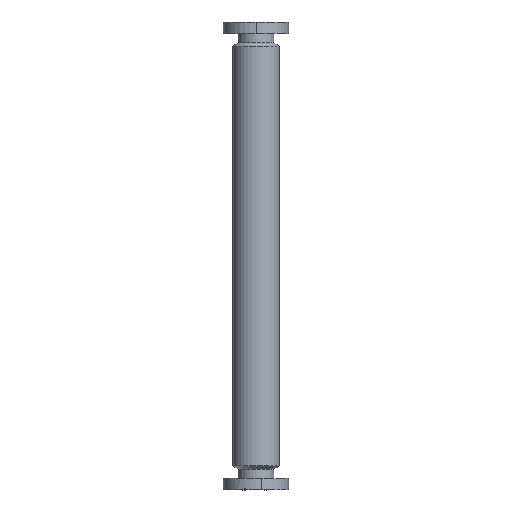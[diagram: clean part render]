
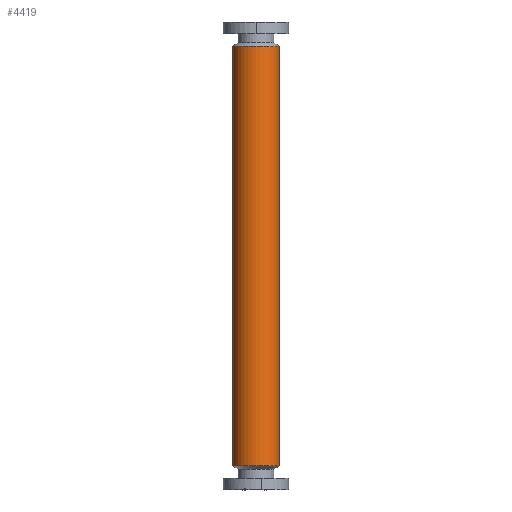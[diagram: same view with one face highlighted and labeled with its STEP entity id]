
A CAD part, front view. The second image highlights one B-rep face of the part: STEP entity #4419.
In plain terms, the highlighted cylindrical face has radius 25 mm (diameter 50 mm), a partial arc.
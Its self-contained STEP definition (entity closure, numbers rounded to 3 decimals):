
#85 = ORIENTED_EDGE ( 'NONE', *, *, #1932, .F. ) ;
#402 = CARTESIAN_POINT ( 'NONE',  ( -25., 0., -224.3 ) ) ;
#874 = EDGE_LOOP ( 'NONE', ( #85, #3755, #1309, #4618 ) ) ;
#892 = DIRECTION ( 'NONE',  ( 0., 0., 1. ) ) ;
#1302 = VECTOR ( 'NONE', #2983, 1000. ) ;
#1309 = ORIENTED_EDGE ( 'NONE', *, *, #3111, .T. ) ;
#1382 = DIRECTION ( 'NONE',  ( 1., 0., 0. ) ) ;
#1752 = AXIS2_PLACEMENT_3D ( 'NONE', #2659, #3206, #1382 ) ;
#1762 = VERTEX_POINT ( 'NONE', #3420 ) ;
#1826 = EDGE_CURVE ( 'NONE', #3930, #1762, #3333, .T. ) ;
#1841 = CARTESIAN_POINT ( 'NONE',  ( -25., 0., 224.3 ) ) ;
#1932 = EDGE_CURVE ( 'NONE', #3930, #2580, #2082, .T. ) ;
#2082 = LINE ( 'NONE', #3415, #4069 ) ;
#2085 = CIRCLE ( 'NONE', #3311, 25. ) ;
#2112 = CARTESIAN_POINT ( 'NONE',  ( 0., 0., 110.164 ) ) ;
#2457 = DIRECTION ( 'NONE',  ( 1., 0., 0. ) ) ;
#2467 = DIRECTION ( 'NONE',  ( 0., 0., 1. ) ) ;
#2580 = VERTEX_POINT ( 'NONE', #1841 ) ;
#2659 = CARTESIAN_POINT ( 'NONE',  ( 0., 0., -224.3 ) ) ;
#2749 = AXIS2_PLACEMENT_3D ( 'NONE', #2112, #2467, #4292 ) ;
#2983 = DIRECTION ( 'NONE',  ( 0., 0., 1. ) ) ;
#3111 = EDGE_CURVE ( 'NONE', #1762, #3278, #3228, .T. ) ;
#3165 = CARTESIAN_POINT ( 'NONE',  ( 25., 0., 224.3 ) ) ;
#3206 = DIRECTION ( 'NONE',  ( 0., 0., 1. ) ) ;
#3228 = LINE ( 'NONE', #3567, #1302 ) ;
#3278 = VERTEX_POINT ( 'NONE', #3165 ) ;
#3311 = AXIS2_PLACEMENT_3D ( 'NONE', #4619, #3943, #2457 ) ;
#3333 = CIRCLE ( 'NONE', #1752, 25. ) ;
#3415 = CARTESIAN_POINT ( 'NONE',  ( -25., 0., 110.164 ) ) ;
#3420 = CARTESIAN_POINT ( 'NONE',  ( 25., 0., -224.3 ) ) ;
#3567 = CARTESIAN_POINT ( 'NONE',  ( 25., 0., 110.164 ) ) ;
#3755 = ORIENTED_EDGE ( 'NONE', *, *, #1826, .T. ) ;
#3778 = EDGE_CURVE ( 'NONE', #2580, #3278, #2085, .T. ) ;
#3895 = CYLINDRICAL_SURFACE ( 'NONE', #2749, 25. ) ;
#3930 = VERTEX_POINT ( 'NONE', #402 ) ;
#3943 = DIRECTION ( 'NONE',  ( 0., 0., 1. ) ) ;
#4069 = VECTOR ( 'NONE', #892, 1000. ) ;
#4292 = DIRECTION ( 'NONE',  ( 1., 0., 0. ) ) ;
#4419 = ADVANCED_FACE ( 'NONE', ( #4624 ), #3895, .T. ) ;
#4618 = ORIENTED_EDGE ( 'NONE', *, *, #3778, .F. ) ;
#4619 = CARTESIAN_POINT ( 'NONE',  ( 0., 0., 224.3 ) ) ;
#4624 = FACE_OUTER_BOUND ( 'NONE', #874, .T. ) ;
